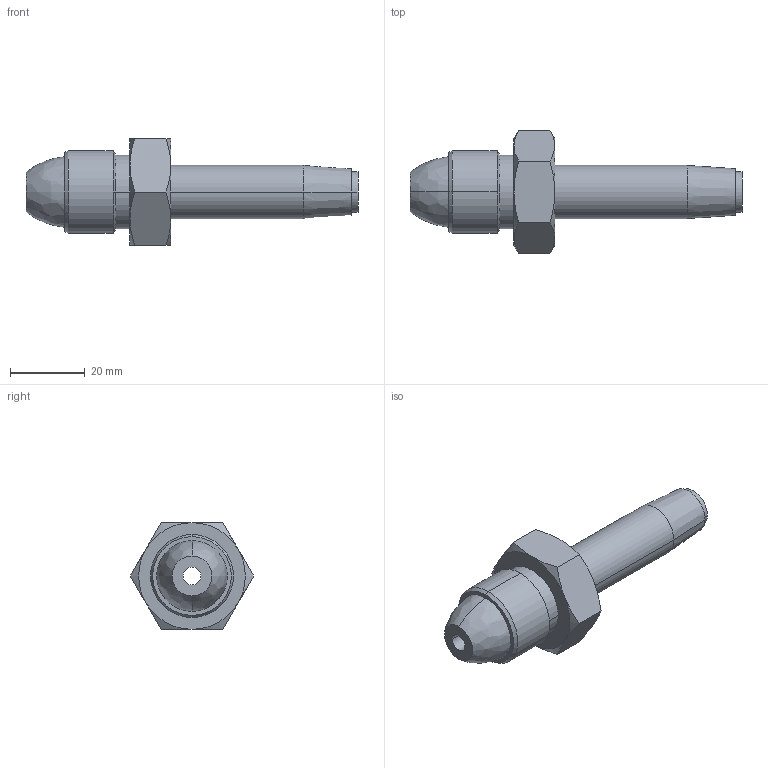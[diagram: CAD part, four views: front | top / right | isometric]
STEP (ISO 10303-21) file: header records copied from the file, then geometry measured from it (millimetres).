
FILE_DESCRIPTION((''),'2;1');
FILE_NAME('MCNN-0293-SA','2023-02-22T09:47:57',('DLachman'),('MATHESON TRI-GAS'),'CREO PARAMETRIC BY PTC INC, 2022281','CREO PARAMETRIC BY PTC INC, 2022281','');
FILE_SCHEMA(('CONFIG_CONTROL_DESIGN'));
Length unit declared in the file: inch
Products named in the file (1): MCNN-0293-SA
Bounding box: 88.9 x 33 x 28.57 mm (x, y, z)
Volume: 22081.2 mm3; surface area: 10137.3 mm2
Topology: 1 solids, 1 shells, 49 faces, 112 edges, 70 vertices
Faces by surface type: cone 24, plane 13, cylinder 10, bspline 2
Entity records: 1568 total; most frequent: CARTESIAN_POINT 417, DIRECTION 242, ORIENTED_EDGE 224, EDGE_CURVE 112, AXIS2_PLACEMENT_3D 107, VERTEX_POINT 70, CIRCLE 60, EDGE_LOOP 56
